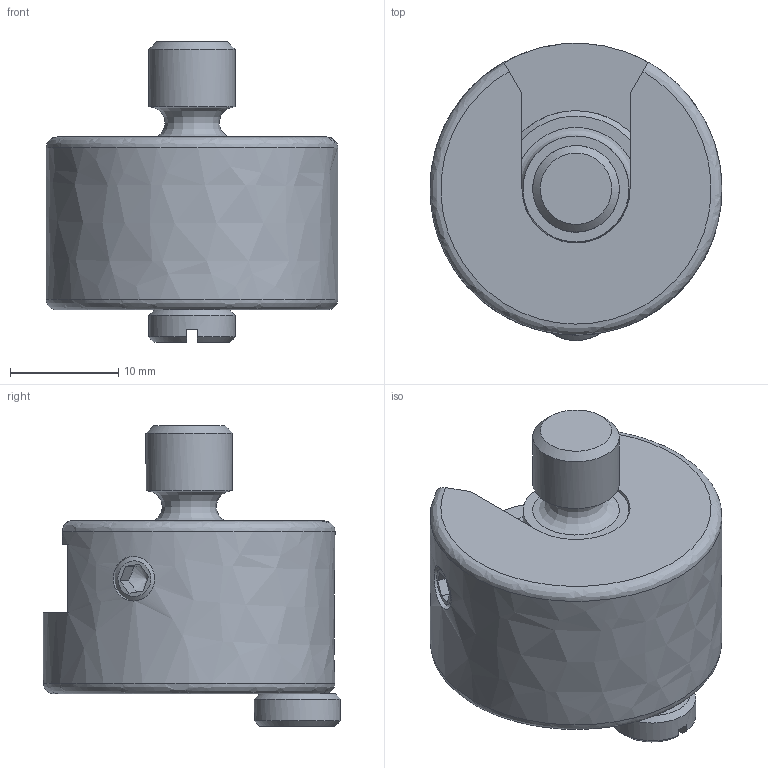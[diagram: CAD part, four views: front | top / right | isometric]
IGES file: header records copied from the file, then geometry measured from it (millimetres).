
Global section: file name: SZ0604V_A; native system: Autodesk Inventor 2015; preprocessor: unknown; author: Behrens; date: 20151120.150100; units: millimetre
Bounding box: 27 x 27.48 x 27.8 mm (x, y, z)
Volume: 7555.6 mm3; surface area: 4769.1 mm2
Topology: 5 solids, 5 shells, 91 faces, 241 edges, 163 vertices
Faces by surface type: bspline 91
